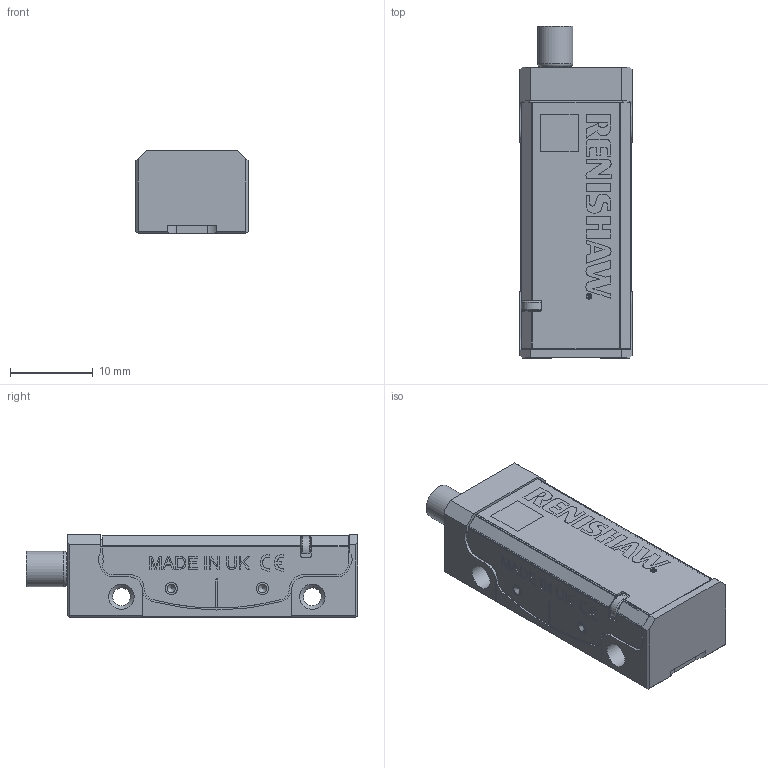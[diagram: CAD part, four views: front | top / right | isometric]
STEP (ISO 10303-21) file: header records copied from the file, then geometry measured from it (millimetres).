
FILE_DESCRIPTION(/* description */ (''),/* implementation_level */ '2;1');
FILE_NAME(/* name */ 'VIONiC readhead.stp',/* time_stamp */ '2016-03-10T11:33:21+00:00',/* author */ (''),/* organization */ (''),/* preprocessor_version */ 'ST-DEVELOPER v11',/* originating_system */ 'SIEMENS PLM Software NX 7.5',/* authorisation */ '');
FILE_SCHEMA (('AUTOMOTIVE_DESIGN { 1 0 10303 214 1 1 1 1 }'));
Length unit declared in the file: millimetre
Products named in the file (1): js134C73tc9y
Bounding box: 13.5 x 40 x 10 mm (x, y, z)
Volume: 4354.5 mm3; surface area: 3700.4 mm2
Topology: 2 solids, 2 shells, 382 faces, 1080 edges, 743 vertices
Faces by surface type: plane 240, cylinder 100, cone 29, extrusion 9, torus 4
Full cylindrical faces by diameter (mm): 1 x4, 1.2 x4, 1.5 x4, 2.135 x2, 3.015 x2, 3.065 x6, 4.25 x1, 6.4 x1, 6.5 x1
Entity records: 13037 total; most frequent: CARTESIAN_POINT 3347, ORIENTED_EDGE 2010, DIRECTION 1760, EDGE_CURVE 1005, VERTEX_POINT 719, AXIS2_PLACEMENT_3D 622, VECTOR 516, LINE 507
